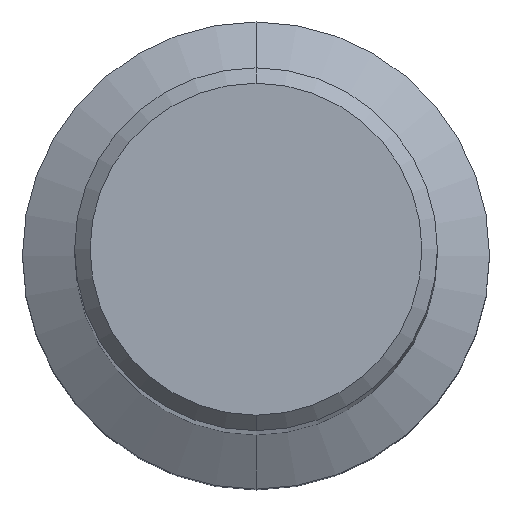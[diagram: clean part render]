
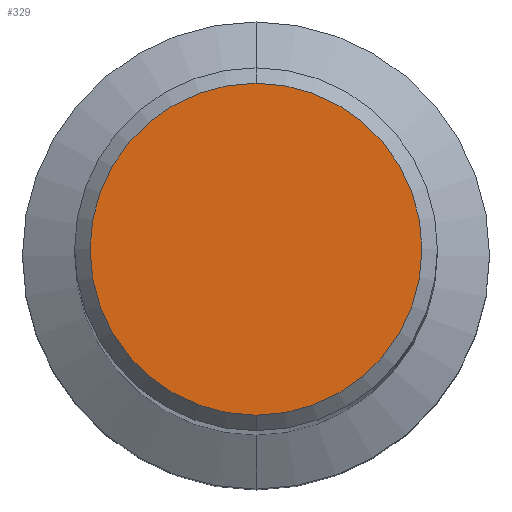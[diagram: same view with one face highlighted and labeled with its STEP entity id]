
A CAD part, top view. The second image highlights one B-rep face of the part: STEP entity #329.
In plain terms, the highlighted planar face has unit normal (0, 0, 1).
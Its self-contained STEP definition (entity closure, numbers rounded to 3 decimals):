
#293=EDGE_CURVE('',#555,#365,#690,.T.);
#329=ADVANCED_FACE('',(#731),#732,.T.);
#365=VERTEX_POINT('',#771);
#479=EDGE_CURVE('',#365,#555,#894,.T.);
#555=VERTEX_POINT('',#979);
#690=CIRCLE('',#1185,4.264);
#731=FACE_OUTER_BOUND('',#1252,.T.);
#732=PLANE('',#1253);
#771=CARTESIAN_POINT('',(0.0,4.264,0.));
#894=CIRCLE('',#1555,4.264);
#979=CARTESIAN_POINT('',(0.,-4.264,0.));
#1185=AXIS2_PLACEMENT_3D('',#1907,#1908,#1909);
#1252=EDGE_LOOP('',(#1954,#1955));
#1253=AXIS2_PLACEMENT_3D('',#1956,#1957,#1958);
#1555=AXIS2_PLACEMENT_3D('',#2128,#2129,#2130);
#1907=CARTESIAN_POINT('',(0.0,0.0,0.));
#1908=DIRECTION('',(0.0,0.0,-1.0));
#1909=DIRECTION('',(0.0,1.0,0.0));
#1954=ORIENTED_EDGE('',*,*,#479,.F.);
#1955=ORIENTED_EDGE('',*,*,#293,.F.);
#1956=CARTESIAN_POINT('',(0.0,2.132,0.));
#1957=DIRECTION('',(-0.0,0.0,1.0));
#1958=DIRECTION('',(0.0,-1.0,0.0));
#2128=CARTESIAN_POINT('',(0.0,0.0,0.));
#2129=DIRECTION('',(0.0,0.0,-1.0));
#2130=DIRECTION('',(0.0,1.0,0.0));
